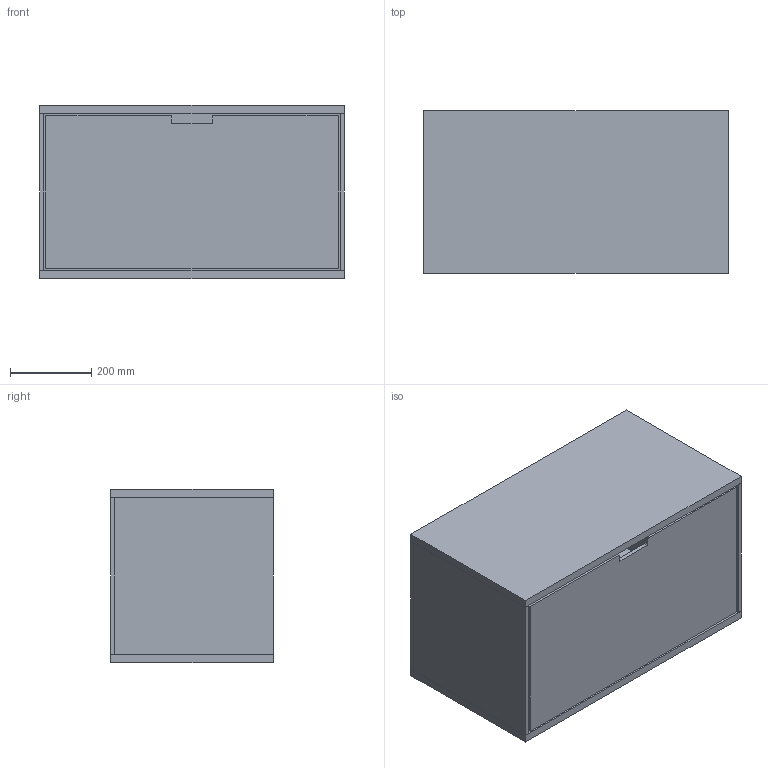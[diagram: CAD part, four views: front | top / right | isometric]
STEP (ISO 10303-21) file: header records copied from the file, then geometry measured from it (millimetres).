
FILE_DESCRIPTION(('FreeCAD Model'),'2;1');
FILE_NAME('Open CASCADE Shape Model','2025-06-16T19:13:50',(''),(''), 'Open CASCADE STEP processor 7.8','FreeCAD','Unknown');
FILE_SCHEMA(('AUTOMOTIVE_DESIGN { 1 0 10303 214 1 1 1 1 }'));
Length unit declared in the file: millimetre
Products named in the file (3): Unnamed; runkoObj; oviObj
Assembly tree (2 placements, depth 2):
  Unnamed
    runkoObj
    oviObj
Bounding box: 750 x 400 x 426.5 mm (x, y, z)
Volume: 20604250 mm3; surface area: 3088918.5 mm2
Topology: 6 solids, 6 shells, 44 faces, 96 edges, 64 vertices
Faces by surface type: plane 40, cylinder 4
Entity records: 1282 total; most frequent: CARTESIAN_POINT 207, DIRECTION 198, ORIENTED_EDGE 192, EDGE_CURVE 96, LINE 88, VECTOR 88, VERTEX_POINT 64, AXIS2_PLACEMENT_3D 55
